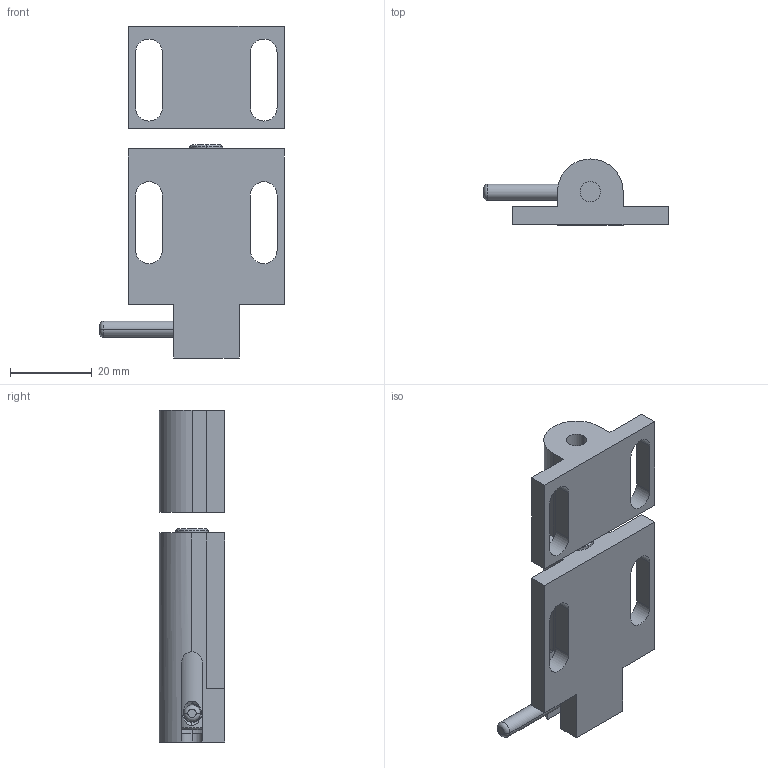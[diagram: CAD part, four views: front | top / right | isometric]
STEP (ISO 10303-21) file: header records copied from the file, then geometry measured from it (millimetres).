
FILE_DESCRIPTION (( 'STEP AP214' ), '1' );
FILE_NAME ('À256 Ùåêîëäà ñ âåðòèêàëüíîé çàäâèæêîé (ïîäðîáíàÿ ìîäåëü).STEP', '2019-02-17T23:47:31', ( 'KIRILL' ), ( '' ), 'SwSTEP 2.0', 'SolidWorks 2018', '' );
FILE_SCHEMA (( 'AUTOMOTIVE_DESIGN' ));
Length unit declared in the file: millimetre
Products named in the file (5): 35-2; À256 Ùåêîëäà ñ âåðòèêàëüíîé çàäâèæêîé (ïîäðîáíàÿ ìîäåëü); 6-4; 6-3; 6-1
Assembly tree (4 placements, depth 2):
  À256 Ùåêîëäà ñ âåðòèêàëüíîé çàäâèæêîé (ïîäðîáíàÿ ìîäåëü)
    35-2
    6-3
    6-4
    6-1
Bounding box: 45 x 16 x 81 mm (x, y, z)
Volume: 19599.6 mm3; surface area: 11966.6 mm2
Topology: 4 solids, 4 shells, 122 faces, 333 edges, 220 vertices
Faces by surface type: cylinder 62, plane 37, cone 11, bspline 10, torus 2
Entity records: 11252 total; most frequent: CARTESIAN_POINT 8156, ORIENTED_EDGE 666, DIRECTION 509, EDGE_CURVE 333, VERTEX_POINT 220, AXIS2_PLACEMENT_3D 179, VECTOR 151, LINE 151
